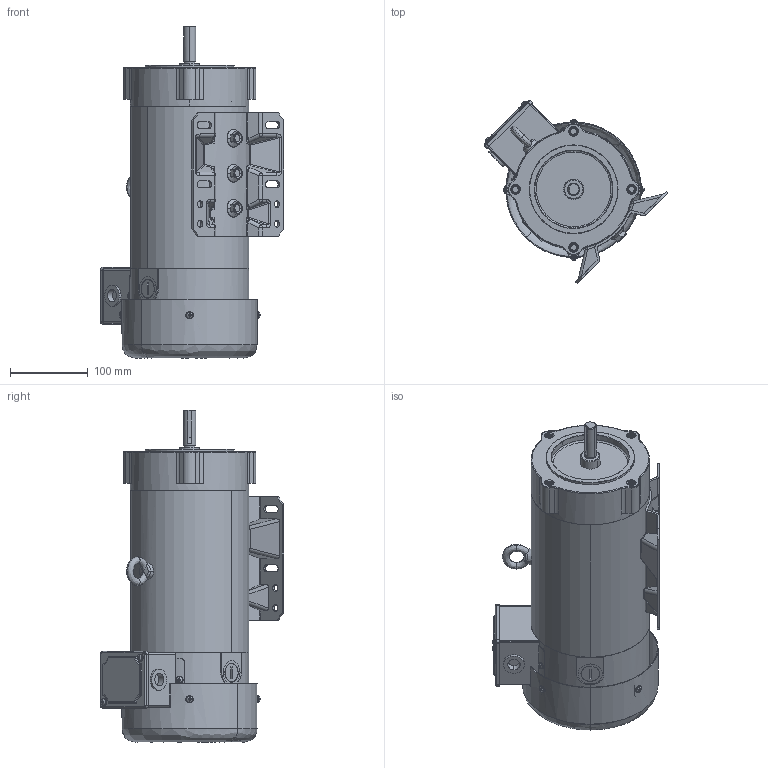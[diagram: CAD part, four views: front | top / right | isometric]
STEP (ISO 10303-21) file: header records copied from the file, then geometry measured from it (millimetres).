
FILE_DESCRIPTION (( 'STEP AP214' ), '1' );
FILE_NAME ('MTPM-002-1M18 Coord.STEP', '2026-03-09T12:41:04', ( '' ), ( '' ), 'SwSTEP 2.0', 'SolidWorks 2024', '' );
FILE_SCHEMA (( 'AUTOMOTIVE_DESIGN' ));
Length unit declared in the file: inch
Products named in the file (1): MTPM-002-1M18 Coord
Bounding box: 236.32 x 236.32 x 427.01 mm (x, y, z)
Volume: 2028662.5 mm3; surface area: 760892.7 mm2
Topology: 33 solids, 33 shells, 2125 faces, 5564 edges, 3571 vertices
Faces by surface type: plane 921, cylinder 795, bspline 360, cone 49
Entity records: 103726 total; most frequent: CARTESIAN_POINT 54401, ORIENTED_EDGE 11104, DIRECTION 9041, EDGE_CURVE 5552, VERTEX_POINT 3571, AXIS2_PLACEMENT_3D 3118, VECTOR 2805, LINE 2805
